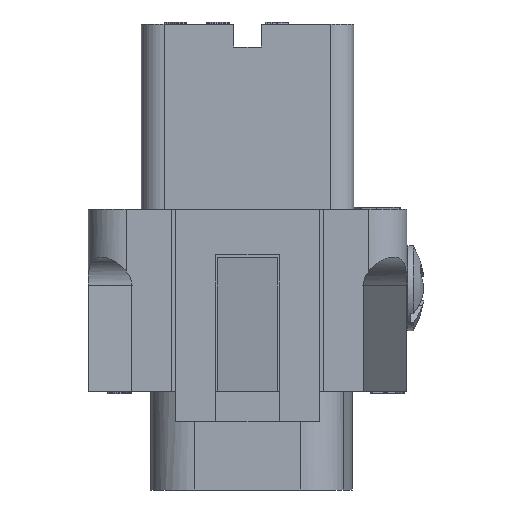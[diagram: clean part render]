
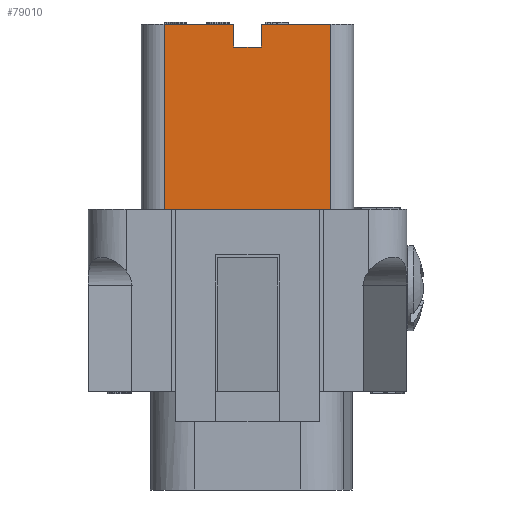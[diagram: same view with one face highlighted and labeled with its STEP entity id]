
A CAD part, left-side view. The second image highlights one B-rep face of the part: STEP entity #79010.
In plain terms, the highlighted planar face has unit normal (-1, 0, 0).
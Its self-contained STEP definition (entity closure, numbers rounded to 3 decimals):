
#16760=CARTESIAN_POINT('',(40.906,59.017,22.7));
#16770=VERTEX_POINT('',#16760);
#16820=CARTESIAN_POINT('',(40.906,59.017,0.));
#16830=DIRECTION('',(0.,0.,-1.));
#16840=VECTOR('',#16830,1.);
#16850=LINE('',#16820,#16840);
#16860=CARTESIAN_POINT('',(40.906,59.017,24.2));
#16870=VERTEX_POINT('',#16860);
#16880=EDGE_CURVE('',#16870,#16770,#16850,.T.);
#41830=CARTESIAN_POINT('',(40.906,63.617,12.));
#41840=VERTEX_POINT('',#41830);
#41870=CARTESIAN_POINT('',(40.906,0.,12.));
#41880=DIRECTION('',(0.,1.,0.));
#41890=VECTOR('',#41880,1.);
#41900=LINE('',#41870,#41890);
#41910=CARTESIAN_POINT('',(40.906,52.617,12.));
#41920=VERTEX_POINT('',#41910);
#41930=EDGE_CURVE('',#41920,#41840,#41900,.T.);
#78480=CARTESIAN_POINT('',(40.906,52.617,12.));
#78490=DIRECTION('',(-1.,0.,0.));
#78500=DIRECTION('',(0.,1.,0.));
#78510=AXIS2_PLACEMENT_3D('',#78480,#78490,#78500);
#78520=PLANE('',#78510);
#78530=CARTESIAN_POINT('',(40.906,57.217,0.));
#78540=DIRECTION('',(0.,0.,-1.));
#78550=VECTOR('',#78540,1.);
#78560=LINE('',#78530,#78550);
#78570=CARTESIAN_POINT('',(40.906,57.217,24.2));
#78580=VERTEX_POINT('',#78570);
#78590=CARTESIAN_POINT('',(40.906,57.217,22.7));
#78600=VERTEX_POINT('',#78590);
#78610=EDGE_CURVE('',#78580,#78600,#78560,.T.);
#78620=ORIENTED_EDGE('',*,*,#78610,.T.);
#78630=CARTESIAN_POINT('',(40.906,0.,24.2));
#78640=DIRECTION('',(0.,-1.,0.));
#78650=VECTOR('',#78640,1.);
#78660=LINE('',#78630,#78650);
#78670=CARTESIAN_POINT('',(40.906,52.617,24.2));
#78680=VERTEX_POINT('',#78670);
#78690=EDGE_CURVE('',#78580,#78680,#78660,.T.);
#78700=ORIENTED_EDGE('',*,*,#78690,.F.);
#78710=CARTESIAN_POINT('',(40.906,52.617,12.));
#78720=DIRECTION('',(0.,0.,1.));
#78730=VECTOR('',#78720,1.);
#78740=LINE('',#78710,#78730);
#78750=EDGE_CURVE('',#41920,#78680,#78740,.T.);
#78760=ORIENTED_EDGE('',*,*,#78750,.T.);
#78770=ORIENTED_EDGE('',*,*,#41930,.F.);
#78780=CARTESIAN_POINT('',(40.906,63.617,0.));
#78790=DIRECTION('',(0.,0.,-1.));
#78800=VECTOR('',#78790,1.);
#78810=LINE('',#78780,#78800);
#78820=CARTESIAN_POINT('',(40.906,63.617,24.2));
#78830=VERTEX_POINT('',#78820);
#78840=EDGE_CURVE('',#78830,#41840,#78810,.T.);
#78850=ORIENTED_EDGE('',*,*,#78840,.T.);
#78860=CARTESIAN_POINT('',(40.906,0.,24.2));
#78870=DIRECTION('',(0.,-1.,0.));
#78880=VECTOR('',#78870,1.);
#78890=LINE('',#78860,#78880);
#78900=EDGE_CURVE('',#78830,#16870,#78890,.T.);
#78910=ORIENTED_EDGE('',*,*,#78900,.F.);
#78920=ORIENTED_EDGE('',*,*,#16880,.F.);
#78930=CARTESIAN_POINT('',(40.906,0.,22.7));
#78940=DIRECTION('',(0.,1.,0.));
#78950=VECTOR('',#78940,1.);
#78960=LINE('',#78930,#78950);
#78970=EDGE_CURVE('',#78600,#16770,#78960,.T.);
#78980=ORIENTED_EDGE('',*,*,#78970,.T.);
#78990=EDGE_LOOP('',(#78980,#78920,#78910,#78850,#78770,#78760,#78700,
#78620));
#79000=FACE_OUTER_BOUND('',#78990,.T.);
#79010=ADVANCED_FACE('',(#79000),#78520,.T.);
